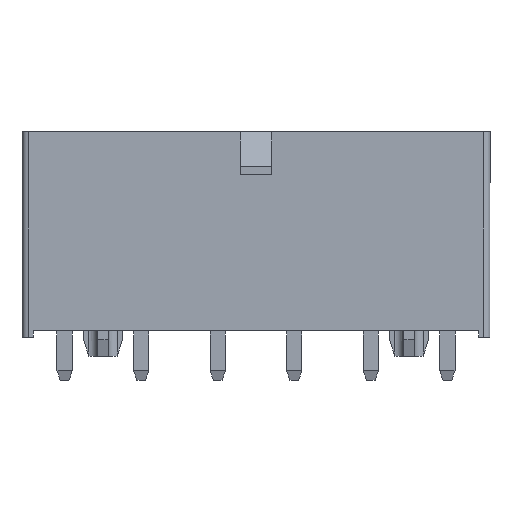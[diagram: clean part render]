
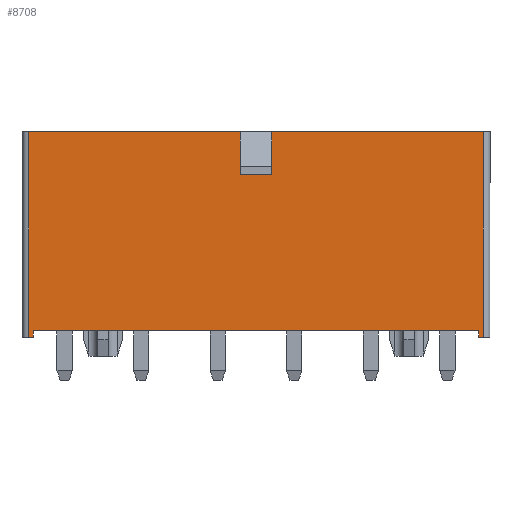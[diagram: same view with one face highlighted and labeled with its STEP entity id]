
A CAD part, front view. The second image highlights one B-rep face of the part: STEP entity #8708.
In plain terms, the highlighted face is planar.
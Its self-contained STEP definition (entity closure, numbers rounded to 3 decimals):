
#159=LINE('',#11436,#962);
#161=LINE('',#11440,#964);
#162=LINE('',#11442,#965);
#163=LINE('',#11444,#966);
#164=LINE('',#11446,#967);
#165=LINE('',#11448,#968);
#166=LINE('',#11450,#969);
#167=LINE('',#11452,#970);
#168=LINE('',#11454,#971);
#169=LINE('',#11456,#972);
#170=LINE('',#11458,#973);
#171=LINE('',#11460,#974);
#962=VECTOR('',#9714,1000.);
#964=VECTOR('',#9718,1000.);
#965=VECTOR('',#9719,1000.);
#966=VECTOR('',#9720,1000.);
#967=VECTOR('',#9721,1000.);
#968=VECTOR('',#9722,1000.);
#969=VECTOR('',#9723,1000.);
#970=VECTOR('',#9724,1000.);
#971=VECTOR('',#9725,1000.);
#972=VECTOR('',#9726,1000.);
#973=VECTOR('',#9727,1000.);
#974=VECTOR('',#9728,1000.);
#1862=ORIENTED_EDGE('',*,*,#3557,.F.);
#1863=ORIENTED_EDGE('',*,*,#3555,.T.);
#1864=ORIENTED_EDGE('',*,*,#3558,.T.);
#1865=ORIENTED_EDGE('',*,*,#3559,.T.);
#1866=ORIENTED_EDGE('',*,*,#3560,.F.);
#1867=ORIENTED_EDGE('',*,*,#3561,.F.);
#1868=ORIENTED_EDGE('',*,*,#3562,.F.);
#1869=ORIENTED_EDGE('',*,*,#3563,.T.);
#1870=ORIENTED_EDGE('',*,*,#3564,.F.);
#1871=ORIENTED_EDGE('',*,*,#3565,.F.);
#1872=ORIENTED_EDGE('',*,*,#3566,.T.);
#1873=ORIENTED_EDGE('',*,*,#3567,.F.);
#3555=EDGE_CURVE('',#4404,#4403,#159,.T.);
#3557=EDGE_CURVE('',#4404,#4405,#161,.T.);
#3558=EDGE_CURVE('',#4403,#4406,#162,.T.);
#3559=EDGE_CURVE('',#4406,#4407,#163,.T.);
#3560=EDGE_CURVE('',#4408,#4407,#164,.T.);
#3561=EDGE_CURVE('',#4409,#4408,#165,.T.);
#3562=EDGE_CURVE('',#4410,#4409,#166,.T.);
#3563=EDGE_CURVE('',#4410,#4411,#167,.T.);
#3564=EDGE_CURVE('',#4412,#4411,#168,.T.);
#3565=EDGE_CURVE('',#4413,#4412,#169,.T.);
#3566=EDGE_CURVE('',#4413,#4414,#170,.T.);
#3567=EDGE_CURVE('',#4405,#4414,#171,.T.);
#4403=VERTEX_POINT('',#11435);
#4404=VERTEX_POINT('',#11437);
#4405=VERTEX_POINT('',#11441);
#4406=VERTEX_POINT('',#11443);
#4407=VERTEX_POINT('',#11445);
#4408=VERTEX_POINT('',#11447);
#4409=VERTEX_POINT('',#11449);
#4410=VERTEX_POINT('',#11451);
#4411=VERTEX_POINT('',#11453);
#4412=VERTEX_POINT('',#11455);
#4413=VERTEX_POINT('',#11457);
#4414=VERTEX_POINT('',#11459);
#4972=EDGE_LOOP('',(#1862,#1863,#1864,#1865,#1866,#1867,#1868,#1869,#1870,
#1871,#1872,#1873));
#5371=FACE_BOUND('',#4972,.T.);
#5762=PLANE('',#9110);
#8708=ADVANCED_FACE('',(#5371),#5762,.F.);
#9110=AXIS2_PLACEMENT_3D('',#11439,#9716,#9717);
#9714=DIRECTION('',(0.,1.,0.));
#9716=DIRECTION('',(0.,0.,-1.));
#9717=DIRECTION('',(-1.,0.,0.));
#9718=DIRECTION('',(1.,0.,0.));
#9719=DIRECTION('',(-1.,0.,0.));
#9720=DIRECTION('',(0.,-1.,0.));
#9721=DIRECTION('',(-1.,0.,0.));
#9722=DIRECTION('',(0.,-1.,0.));
#9723=DIRECTION('',(-1.,0.,0.));
#9724=DIRECTION('',(0.,-1.,0.));
#9725=DIRECTION('',(-1.,0.,0.));
#9726=DIRECTION('',(0.,-1.,0.));
#9727=DIRECTION('',(-1.,0.,0.));
#9728=DIRECTION('',(0.,1.,0.));
#11435=CARTESIAN_POINT('',(-16.575,7.65,3.4));
#11436=CARTESIAN_POINT('',(-16.575,7.15,3.4));
#11437=CARTESIAN_POINT('',(-16.575,7.15,3.4));
#11439=CARTESIAN_POINT('',(17.425,7.65,3.4));
#11440=CARTESIAN_POINT('',(-16.575,7.15,3.4));
#11441=CARTESIAN_POINT('',(16.575,7.15,3.4));
#11442=CARTESIAN_POINT('',(17.425,7.65,3.4));
#11443=CARTESIAN_POINT('',(-16.925,7.65,3.4));
#11444=CARTESIAN_POINT('',(-16.925,7.65,3.4));
#11445=CARTESIAN_POINT('',(-16.925,-7.65,3.4));
#11446=CARTESIAN_POINT('',(17.425,-7.65,3.4));
#11447=CARTESIAN_POINT('',(-1.175,-7.65,3.4));
#11448=CARTESIAN_POINT('',(-1.175,-4.65,3.4));
#11449=CARTESIAN_POINT('',(-1.175,-4.65,3.4));
#11450=CARTESIAN_POINT('',(1.175,-4.65,3.4));
#11451=CARTESIAN_POINT('',(1.175,-4.65,3.4));
#11452=CARTESIAN_POINT('',(1.175,-4.65,3.4));
#11453=CARTESIAN_POINT('',(1.175,-7.65,3.4));
#11454=CARTESIAN_POINT('',(17.425,-7.65,3.4));
#11455=CARTESIAN_POINT('',(16.925,-7.65,3.4));
#11456=CARTESIAN_POINT('',(16.925,7.65,3.4));
#11457=CARTESIAN_POINT('',(16.925,7.65,3.4));
#11458=CARTESIAN_POINT('',(17.425,7.65,3.4));
#11459=CARTESIAN_POINT('',(16.575,7.65,3.4));
#11460=CARTESIAN_POINT('',(16.575,7.15,3.4));
